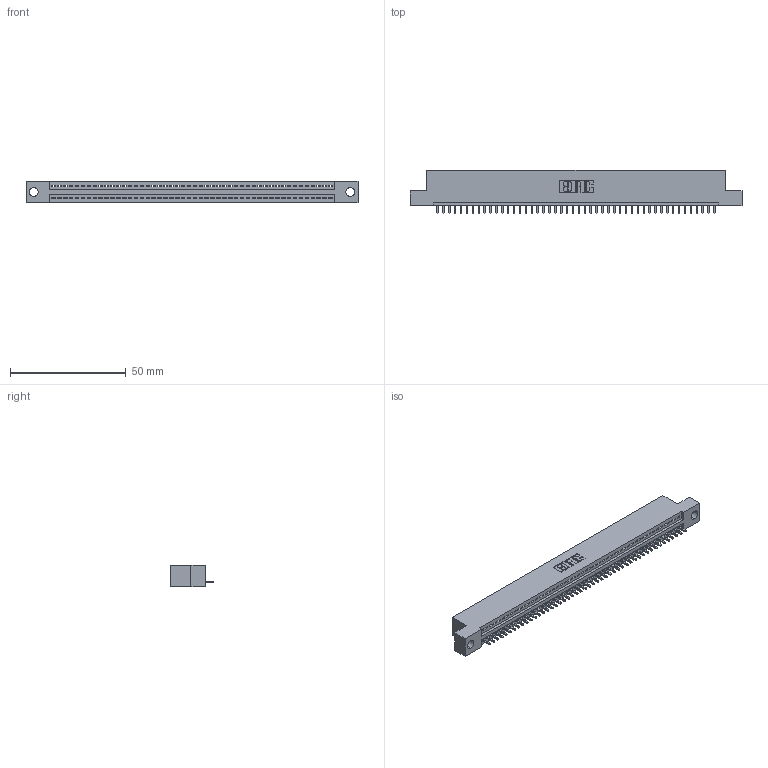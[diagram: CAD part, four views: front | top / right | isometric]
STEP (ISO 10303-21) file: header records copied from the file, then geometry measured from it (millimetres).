
FILE_DESCRIPTION (( 'STEP AP203' ), '1' );
FILE_NAME ('395-048-521-104.STEP', '2018-11-19T17:03:45', ( '' ), ( '' ), 'SwSTEP 2.0', 'SolidWorks 2016', '' );
FILE_SCHEMA (( 'CONFIG_CONTROL_DESIGN' ));
Length unit declared in the file: inch
Products named in the file (3): 345-292-001_345-293-121; 345 Part_Flush Mounting Lugs - 0.156 Dia-TH; 395-048-521-104
Assembly tree (49 placements, depth 2):
  395-048-521-104
    345 Part_Flush Mounting Lugs - 0.156 Dia-TH
    345-292-001_345-293-121  x48
Bounding box: 143.13 x 18.72 x 9.4 mm (x, y, z)
Volume: 13419.3 mm3; surface area: 17189.2 mm2
Topology: 49 solids, 49 shells, 2910 faces, 8789 edges, 5794 vertices
Faces by surface type: plane 2000, cylinder 910
Entity records: 35339 total; most frequent: CARTESIAN_POINT 6128, ORIENTED_EDGE 6110, DIRECTION 5343, EDGE_CURVE 3055, LINE 2731, VECTOR 2731, VERTEX_POINT 2034, AXIS2_PLACEMENT_3D 1306
